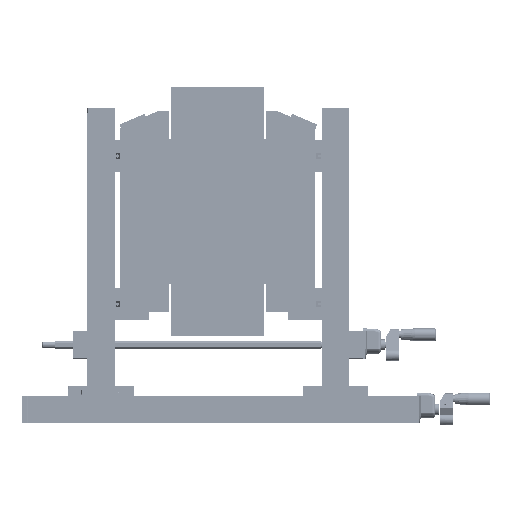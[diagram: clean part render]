
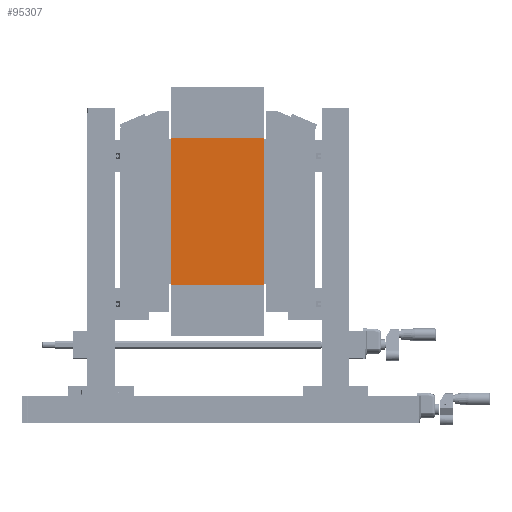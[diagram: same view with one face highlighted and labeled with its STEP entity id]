
A CAD part, left-side view. The second image highlights one B-rep face of the part: STEP entity #95307.
In plain terms, the highlighted face is planar.
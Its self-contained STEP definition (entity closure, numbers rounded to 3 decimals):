
#6175=LINE('',#151586,#13224);
#6177=LINE('',#151591,#13226);
#6183=LINE('',#151604,#13232);
#6184=LINE('',#151606,#13233);
#6185=LINE('',#151607,#13234);
#6186=LINE('',#151609,#13235);
#6187=LINE('',#151611,#13236);
#6188=LINE('',#151612,#13237);
#13224=VECTOR('',#113539,1000.);
#13226=VECTOR('',#113543,1000.);
#13232=VECTOR('',#113551,1000.);
#13233=VECTOR('',#113554,1000.);
#13234=VECTOR('',#113555,1000.);
#13235=VECTOR('',#113556,1000.);
#13236=VECTOR('',#113557,1000.);
#13237=VECTOR('',#113558,1000.);
#17483=PLANE('',#100237);
#31424=ORIENTED_EDGE('',*,*,#45256,.T.);
#31425=ORIENTED_EDGE('',*,*,#45263,.T.);
#31426=ORIENTED_EDGE('',*,*,#45254,.T.);
#31427=ORIENTED_EDGE('',*,*,#45264,.T.);
#31428=ORIENTED_EDGE('',*,*,#45265,.T.);
#31429=ORIENTED_EDGE('',*,*,#45266,.T.);
#31430=ORIENTED_EDGE('',*,*,#45262,.T.);
#31431=ORIENTED_EDGE('',*,*,#45267,.T.);
#45254=EDGE_CURVE('',#53265,#53268,#6175,.T.);
#45256=EDGE_CURVE('',#53271,#53269,#6177,.T.);
#45262=EDGE_CURVE('',#53273,#53276,#6183,.T.);
#45263=EDGE_CURVE('',#53269,#53265,#6184,.F.);
#45264=EDGE_CURVE('',#53268,#53277,#6185,.T.);
#45265=EDGE_CURVE('',#53277,#53278,#6186,.T.);
#45266=EDGE_CURVE('',#53278,#53273,#6187,.T.);
#45267=EDGE_CURVE('',#53276,#53271,#6188,.T.);
#53265=VERTEX_POINT('',#151580);
#53268=VERTEX_POINT('',#151585);
#53269=VERTEX_POINT('',#151589);
#53271=VERTEX_POINT('',#151592);
#53273=VERTEX_POINT('',#151598);
#53276=VERTEX_POINT('',#151603);
#53277=VERTEX_POINT('',#151608);
#53278=VERTEX_POINT('',#151610);
#60471=EDGE_LOOP('',(#31424,#31425,#31426,#31427,#31428,#31429,#31430,#31431));
#65261=FACE_BOUND('',#60471,.T.);
#95307=ADVANCED_FACE('',(#65261),#17483,.T.);
#100237=AXIS2_PLACEMENT_3D('',#151605,#113552,#113553);
#113539=DIRECTION('',(0.,1.,0.));
#113543=DIRECTION('',(0.,1.,0.));
#113551=DIRECTION('',(0.,-1.,0.));
#113552=DIRECTION('',(0.,0.,1.));
#113553=DIRECTION('',(-1.,0.,0.));
#113554=DIRECTION('',(0.,-1.,0.));
#113555=DIRECTION('',(-1.,0.,0.));
#113556=DIRECTION('',(0.,-1.,0.));
#113557=DIRECTION('',(0.,-1.,0.));
#113558=DIRECTION('',(1.,0.,0.));
#151580=CARTESIAN_POINT('',(172.,-1.688,0.));
#151585=CARTESIAN_POINT('',(172.,0.,0.));
#151586=CARTESIAN_POINT('',(172.,-270.,0.));
#151589=CARTESIAN_POINT('',(172.,-268.188,0.));
#151591=CARTESIAN_POINT('',(172.,-270.,0.));
#151592=CARTESIAN_POINT('',(172.,-270.,0.));
#151598=CARTESIAN_POINT('',(0.,-268.188,0.));
#151603=CARTESIAN_POINT('',(0.,-270.,0.));
#151604=CARTESIAN_POINT('',(0.,0.,0.));
#151605=CARTESIAN_POINT('',(86.,-135.,0.));
#151606=CARTESIAN_POINT('',(172.,0.,0.));
#151607=CARTESIAN_POINT('',(172.,0.,0.));
#151608=CARTESIAN_POINT('',(0.,0.,0.));
#151609=CARTESIAN_POINT('',(0.,0.,0.));
#151610=CARTESIAN_POINT('',(0.,-1.688,0.));
#151611=CARTESIAN_POINT('',(0.,0.,0.));
#151612=CARTESIAN_POINT('',(0.,-270.,0.));
